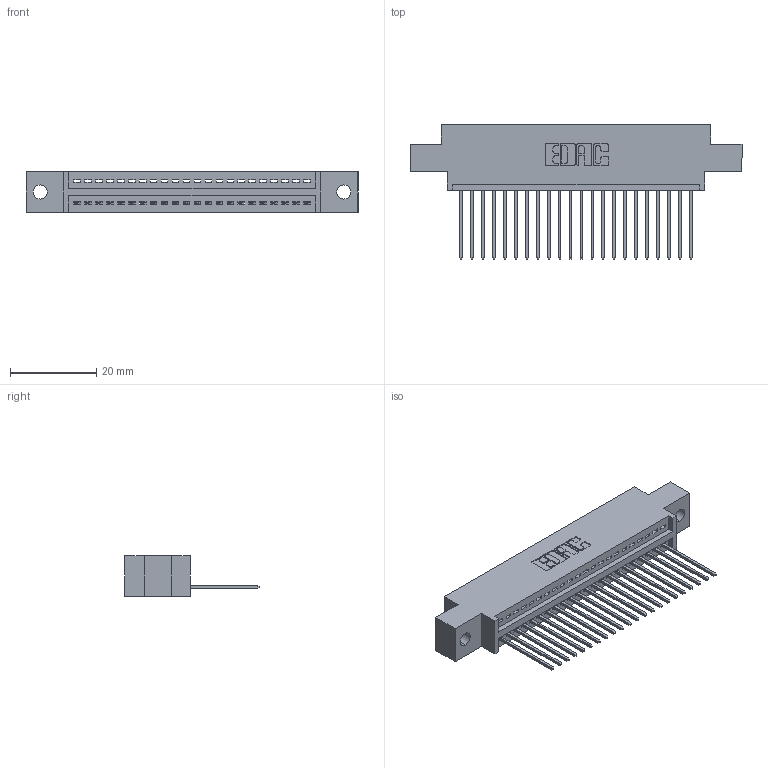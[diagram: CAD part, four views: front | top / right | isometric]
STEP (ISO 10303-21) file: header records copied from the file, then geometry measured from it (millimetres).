
FILE_DESCRIPTION (( 'STEP AP203' ), '1' );
FILE_NAME ('395-022-542-602.STEP', '2019-10-18T03:35:29', ( '' ), ( '' ), 'SwSTEP 2.0', 'SolidWorks 2016', '' );
FILE_SCHEMA (( 'CONFIG_CONTROL_DESIGN' ));
Length unit declared in the file: inch
Products named in the file (3): 395-022-542-602; 345-292-001_345-293-142; 345 Part_0.170 Offset - 0.128 Dia
Assembly tree (23 placements, depth 2):
  395-022-542-602
    345 Part_0.170 Offset - 0.128 Dia
    345-292-001_345-293-142  x22
Bounding box: 77.09 x 31.29 x 9.4 mm (x, y, z)
Volume: 7057 mm3; surface area: 9270.9 mm2
Topology: 23 solids, 23 shells, 1406 faces, 4225 edges, 2786 vertices
Faces by surface type: plane 964, cylinder 442
Entity records: 19403 total; most frequent: CARTESIAN_POINT 3370, ORIENTED_EDGE 3326, DIRECTION 2971, EDGE_CURVE 1663, VECTOR 1443, LINE 1443, VERTEX_POINT 1106, AXIS2_PLACEMENT_3D 764
